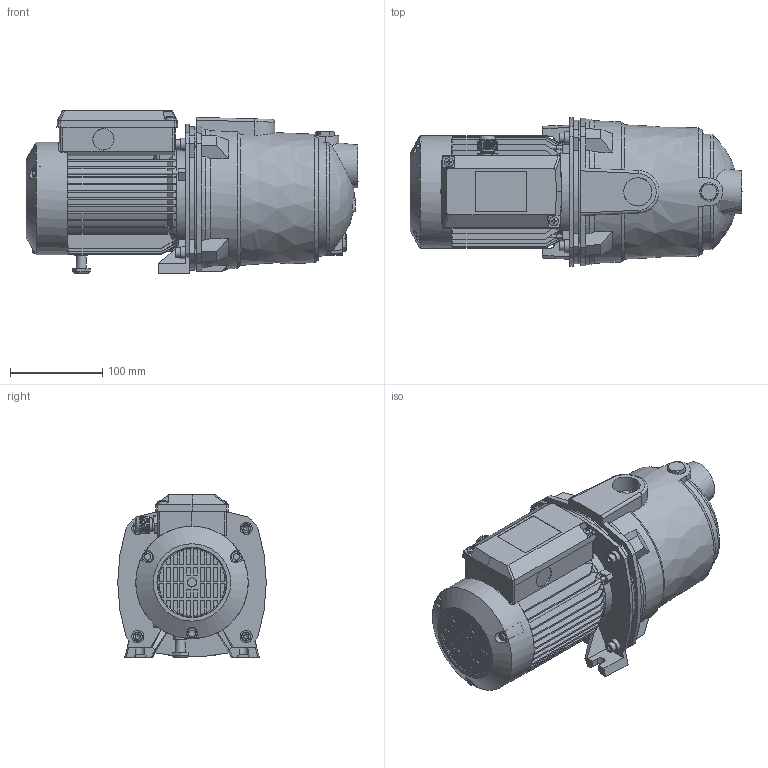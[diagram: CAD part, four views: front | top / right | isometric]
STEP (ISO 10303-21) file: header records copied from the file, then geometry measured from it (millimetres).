
FILE_DESCRIPTION(('STEP AP214'),'2;1');
FILE_NAME('4_93_552_01_REV00.stp','2014-06-16T13:53:27',(''),(''),'2014.1.117','THINKDESIGN','');
FILE_SCHEMA(('AUTOMOTIVE_DESIGN'));
Bounding box: 360 x 161 x 176 mm (x, y, z)
Volume: 5226745.7 mm3; surface area: 488653.5 mm2
Topology: 20 solids, 20 shells, 1251 faces, 3401 edges, 2276 vertices
Faces by surface type: plane 788, bspline 257, cylinder 206
Full cylindrical faces by diameter (mm): 3.5 x3, 4 x3, 5 x3, 6 x10, 10 x8, 10.5 x1, 11.3 x2, 11.5 x1, 12.5 x1, 13.157 x2, 13.4 x1, 14 x1, 14.16 x1, 15 x1, 16 x1, 18 x1, 20 x2, 23 x2, 28.5 x1, 30.7 x2, 95 x1, 101 x1, 122 x1, 140 x1, 148 x1, 155.5 x1
Entity records: 56449 total; most frequent: CARTESIAN_POINT 14342, ORIENTED_EDGE 6756, DIRECTION 5839, EDGE_CURVE 3378, VERTEX_POINT 2260, VECTOR 2023, LINE 2023, AXIS2_PLACEMENT_3D 1908
